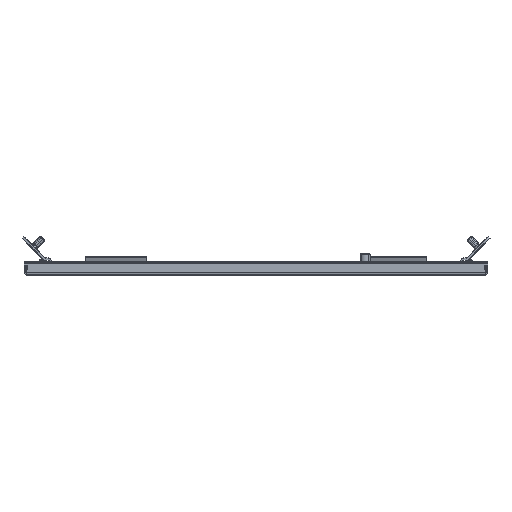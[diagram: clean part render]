
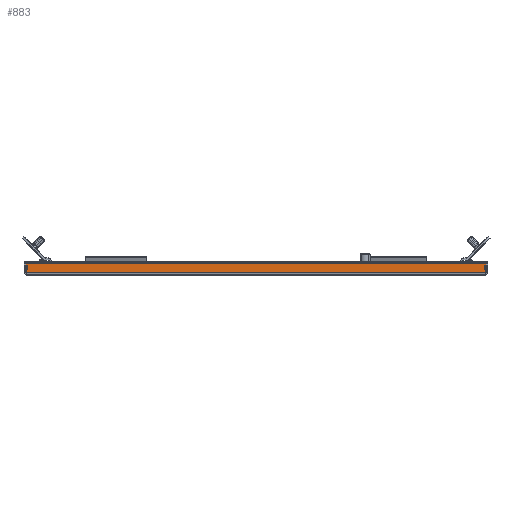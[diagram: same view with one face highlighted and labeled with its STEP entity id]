
A CAD part, front view. The second image highlights one B-rep face of the part: STEP entity #883.
In plain terms, the highlighted planar face has unit normal (0, -1, 0).
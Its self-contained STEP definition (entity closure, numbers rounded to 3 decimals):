
#94 = LINE ( 'NONE', #1054, #4539 ) ;
#224 = DIRECTION ( 'NONE',  ( -1., 0., 0. ) ) ;
#883 = ADVANCED_FACE ( 'NONE', ( #8054 ), #7238, .T. ) ;
#889 = ORIENTED_EDGE ( 'NONE', *, *, #6130, .T. ) ;
#994 = CARTESIAN_POINT ( 'NONE',  ( 187.423, -1000., 10.6 ) ) ;
#1003 = VERTEX_POINT ( 'NONE', #5828 ) ;
#1035 = LINE ( 'NONE', #5841, #7933 ) ;
#1054 = CARTESIAN_POINT ( 'NONE',  ( 185.923, -1000., 8.2 ) ) ;
#1126 = DIRECTION ( 'NONE',  ( 1., 0., 0. ) ) ;
#1900 = VECTOR ( 'NONE', #11568, 1000. ) ;
#1902 = EDGE_CURVE ( 'NONE', #1958, #4236, #4074, .T. ) ;
#1908 = CARTESIAN_POINT ( 'NONE',  ( -187.423, -1000., 1. ) ) ;
#1958 = VERTEX_POINT ( 'NONE', #2876 ) ;
#2242 = DIRECTION ( 'NONE',  ( 1., 0., 0. ) ) ;
#2760 = CARTESIAN_POINT ( 'NONE',  ( 185.923, -1000., 8.2 ) ) ;
#2876 = CARTESIAN_POINT ( 'NONE',  ( 187.423, -1000., 8.2 ) ) ;
#3395 = VERTEX_POINT ( 'NONE', #11374 ) ;
#3732 = DIRECTION ( 'NONE',  ( 0., 0., 1. ) ) ;
#3959 = LINE ( 'NONE', #994, #6555 ) ;
#4074 = LINE ( 'NONE', #6924, #1900 ) ;
#4236 = VERTEX_POINT ( 'NONE', #2760 ) ;
#4482 = ORIENTED_EDGE ( 'NONE', *, *, #5724, .F. ) ;
#4539 = VECTOR ( 'NONE', #224, 1000. ) ;
#4674 = CARTESIAN_POINT ( 'NONE',  ( -187.423, -1000., 10.6 ) ) ;
#4711 = EDGE_CURVE ( 'NONE', #7919, #3395, #1035, .T. ) ;
#5724 = EDGE_CURVE ( 'NONE', #10428, #7919, #6699, .T. ) ;
#5828 = CARTESIAN_POINT ( 'NONE',  ( 187.423, -1000., 1. ) ) ;
#5841 = CARTESIAN_POINT ( 'NONE',  ( 0., -1000., 8.2 ) ) ;
#6114 = EDGE_CURVE ( 'NONE', #1003, #1958, #3959, .T. ) ;
#6130 = EDGE_CURVE ( 'NONE', #4236, #3395, #94, .T. ) ;
#6555 = VECTOR ( 'NONE', #10822, 1000. ) ;
#6699 = LINE ( 'NONE', #4674, #6948 ) ;
#6924 = CARTESIAN_POINT ( 'NONE',  ( 0., -1000., 8.2 ) ) ;
#6948 = VECTOR ( 'NONE', #3732, 1000. ) ;
#7238 = PLANE ( 'NONE',  #8851 ) ;
#7240 = CARTESIAN_POINT ( 'NONE',  ( -187.423, -1000., 8.2 ) ) ;
#7402 = VECTOR ( 'NONE', #1126, 1000. ) ;
#7919 = VERTEX_POINT ( 'NONE', #7240 ) ;
#7933 = VECTOR ( 'NONE', #8853, 1000. ) ;
#7946 = EDGE_CURVE ( 'NONE', #10428, #1003, #10826, .T. ) ;
#7996 = ORIENTED_EDGE ( 'NONE', *, *, #6114, .T. ) ;
#8054 = FACE_OUTER_BOUND ( 'NONE', #11712, .T. ) ;
#8851 = AXIS2_PLACEMENT_3D ( 'NONE', #9983, #11875, #2242 ) ;
#8853 = DIRECTION ( 'NONE',  ( 1., 0., 0. ) ) ;
#9168 = CARTESIAN_POINT ( 'NONE',  ( 0., -1000., 1. ) ) ;
#9490 = ORIENTED_EDGE ( 'NONE', *, *, #7946, .T. ) ;
#9983 = CARTESIAN_POINT ( 'NONE',  ( 0., -1000., 10.6 ) ) ;
#10150 = ORIENTED_EDGE ( 'NONE', *, *, #1902, .T. ) ;
#10428 = VERTEX_POINT ( 'NONE', #1908 ) ;
#10822 = DIRECTION ( 'NONE',  ( 0., 0., 1. ) ) ;
#10826 = LINE ( 'NONE', #9168, #7402 ) ;
#11374 = CARTESIAN_POINT ( 'NONE',  ( -185.923, -1000., 8.2 ) ) ;
#11568 = DIRECTION ( 'NONE',  ( -1., 0., 0. ) ) ;
#11712 = EDGE_LOOP ( 'NONE', ( #7996, #10150, #889, #12407, #4482, #9490 ) ) ;
#11875 = DIRECTION ( 'NONE',  ( 0., -1., 0. ) ) ;
#12407 = ORIENTED_EDGE ( 'NONE', *, *, #4711, .F. ) ;
